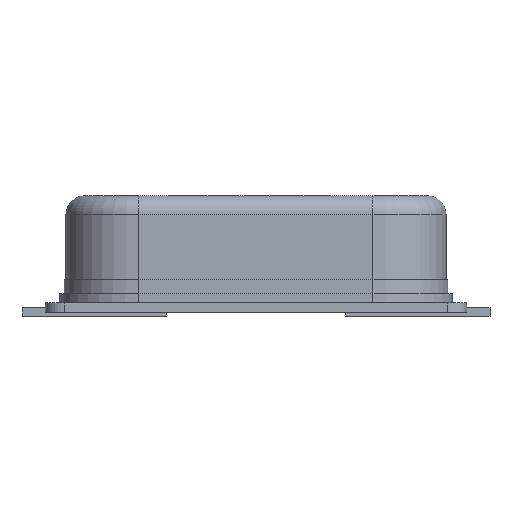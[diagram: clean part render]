
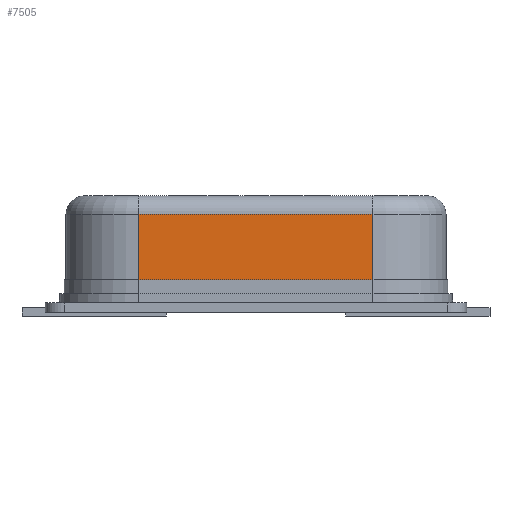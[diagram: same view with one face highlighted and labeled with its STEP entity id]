
A CAD part, top view. The second image highlights one B-rep face of the part: STEP entity #7505.
In plain terms, the highlighted planar face has unit normal (0, 0, 1).
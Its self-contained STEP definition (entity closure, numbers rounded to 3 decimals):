
#2345 = CYLINDRICAL_SURFACE('',#2346,0.508);
#2346 = AXIS2_PLACEMENT_3D('',#2347,#2348,#2349);
#2347 = CARTESIAN_POINT('',(-5.715,2.656,1.473));
#2348 = DIRECTION('',(1.,0.,0.));
#2349 = DIRECTION('',(0.,0.,-1.));
#5562 = PLANE('',#5563);
#5563 = AXIS2_PLACEMENT_3D('',#5564,#5565,#5566);
#5564 = CARTESIAN_POINT('',(-3.175,0.889,0.));
#5565 = DIRECTION('',(0.,1.,0.));
#5566 = DIRECTION('',(0.,0.,1.));
#7004 = VERTEX_POINT('',#7005);
#7005 = CARTESIAN_POINT('',(3.175,0.889,1.981));
#7020 = CYLINDRICAL_SURFACE('',#7021,1.981);
#7021 = AXIS2_PLACEMENT_3D('',#7022,#7023,#7024);
#7022 = CARTESIAN_POINT('',(3.175,0.889,0.));
#7023 = DIRECTION('',(0.,1.,0.));
#7024 = DIRECTION('',(0.,0.,1.));
#7054 = EDGE_CURVE('',#7004,#7055,#7057,.T.);
#7055 = VERTEX_POINT('',#7056);
#7056 = CARTESIAN_POINT('',(-3.175,0.889,1.981));
#7057 = SURFACE_CURVE('',#7058,(#7062,#7069),.PCURVE_S1.);
#7058 = LINE('',#7059,#7060);
#7059 = CARTESIAN_POINT('',(-5.715,0.889,1.981));
#7060 = VECTOR('',#7061,1.);
#7061 = DIRECTION('',(-1.,0.,0.));
#7062 = PCURVE('',#5562,#7063);
#7063 = DEFINITIONAL_REPRESENTATION('',(#7064),#7068);
#7064 = LINE('',#7065,#7066);
#7065 = CARTESIAN_POINT('',(1.981,-2.54));
#7066 = VECTOR('',#7067,1.);
#7067 = DIRECTION('',(0.,-1.));
#7068 = ( GEOMETRIC_REPRESENTATION_CONTEXT(2) 
PARAMETRIC_REPRESENTATION_CONTEXT() REPRESENTATION_CONTEXT('2D SPACE',''
  ) );
#7069 = PCURVE('',#7070,#7075);
#7070 = PLANE('',#7071);
#7071 = AXIS2_PLACEMENT_3D('',#7072,#7073,#7074);
#7072 = CARTESIAN_POINT('',(-5.715,0.889,1.981));
#7073 = DIRECTION('',(0.,0.,-1.));
#7074 = DIRECTION('',(-1.,0.,0.));
#7075 = DEFINITIONAL_REPRESENTATION('',(#7076),#7080);
#7076 = LINE('',#7077,#7078);
#7077 = CARTESIAN_POINT('',(0.,0.));
#7078 = VECTOR('',#7079,1.);
#7079 = DIRECTION('',(1.,0.));
#7080 = ( GEOMETRIC_REPRESENTATION_CONTEXT(2) 
PARAMETRIC_REPRESENTATION_CONTEXT() REPRESENTATION_CONTEXT('2D SPACE',''
  ) );
#7097 = CYLINDRICAL_SURFACE('',#7098,1.981);
#7098 = AXIS2_PLACEMENT_3D('',#7099,#7100,#7101);
#7099 = CARTESIAN_POINT('',(-3.175,0.889,0.));
#7100 = DIRECTION('',(0.,1.,0.));
#7101 = DIRECTION('',(0.,0.,1.));
#7140 = EDGE_CURVE('',#7055,#7141,#7143,.T.);
#7141 = VERTEX_POINT('',#7142);
#7142 = CARTESIAN_POINT('',(-3.175,2.656,1.981));
#7143 = SURFACE_CURVE('',#7144,(#7148,#7177),.PCURVE_S1.);
#7144 = LINE('',#7145,#7146);
#7145 = CARTESIAN_POINT('',(-3.175,0.889,1.981));
#7146 = VECTOR('',#7147,1.);
#7147 = DIRECTION('',(0.,1.,0.));
#7148 = PCURVE('',#7097,#7149);
#7149 = DEFINITIONAL_REPRESENTATION('',(#7150),#7176);
#7150 = B_SPLINE_CURVE_WITH_KNOTS('',3,(#7151,#7152,#7153,#7154,#7155,
    #7156,#7157,#7158,#7159,#7160,#7161,#7162,#7163,#7164,#7165,#7166,
    #7167,#7168,#7169,#7170,#7171,#7172,#7173,#7174,#7175),
  .UNSPECIFIED.,.F.,.F.,(4,1,1,1,1,1,1,1,1,1,1,1,1,1,1,1,1,1,1,1,1,1,4),
  (0.,0.08,0.161,0.241,
    0.321,0.402,0.482,0.562,
    0.643,0.723,0.803,0.884,0.964,
    1.044,1.124,1.205,1.285,
    1.365,1.446,1.526,1.606,
    1.687,1.767),.QUASI_UNIFORM_KNOTS.);
#7151 = CARTESIAN_POINT('',(6.283,0.));
#7152 = CARTESIAN_POINT('',(6.283,0.027));
#7153 = CARTESIAN_POINT('',(6.283,0.08));
#7154 = CARTESIAN_POINT('',(6.283,0.161));
#7155 = CARTESIAN_POINT('',(6.283,0.241));
#7156 = CARTESIAN_POINT('',(6.283,0.321));
#7157 = CARTESIAN_POINT('',(6.283,0.402));
#7158 = CARTESIAN_POINT('',(6.283,0.482));
#7159 = CARTESIAN_POINT('',(6.283,0.562));
#7160 = CARTESIAN_POINT('',(6.283,0.643));
#7161 = CARTESIAN_POINT('',(6.283,0.723));
#7162 = CARTESIAN_POINT('',(6.283,0.803));
#7163 = CARTESIAN_POINT('',(6.283,0.884));
#7164 = CARTESIAN_POINT('',(6.283,0.964));
#7165 = CARTESIAN_POINT('',(6.283,1.044));
#7166 = CARTESIAN_POINT('',(6.283,1.124));
#7167 = CARTESIAN_POINT('',(6.283,1.205));
#7168 = CARTESIAN_POINT('',(6.283,1.285));
#7169 = CARTESIAN_POINT('',(6.283,1.365));
#7170 = CARTESIAN_POINT('',(6.283,1.446));
#7171 = CARTESIAN_POINT('',(6.283,1.526));
#7172 = CARTESIAN_POINT('',(6.283,1.606));
#7173 = CARTESIAN_POINT('',(6.283,1.687));
#7174 = CARTESIAN_POINT('',(6.283,1.74));
#7175 = CARTESIAN_POINT('',(6.283,1.767));
#7176 = ( GEOMETRIC_REPRESENTATION_CONTEXT(2) 
PARAMETRIC_REPRESENTATION_CONTEXT() REPRESENTATION_CONTEXT('2D SPACE',''
  ) );
#7177 = PCURVE('',#7070,#7178);
#7178 = DEFINITIONAL_REPRESENTATION('',(#7179),#7183);
#7179 = LINE('',#7180,#7181);
#7180 = CARTESIAN_POINT('',(-2.54,0.));
#7181 = VECTOR('',#7182,1.);
#7182 = DIRECTION('',(0.,1.));
#7183 = ( GEOMETRIC_REPRESENTATION_CONTEXT(2) 
PARAMETRIC_REPRESENTATION_CONTEXT() REPRESENTATION_CONTEXT('2D SPACE',''
  ) );
#7395 = VERTEX_POINT('',#7396);
#7396 = CARTESIAN_POINT('',(3.175,2.656,1.981));
#7462 = EDGE_CURVE('',#7004,#7395,#7463,.T.);
#7463 = SURFACE_CURVE('',#7464,(#7468,#7497),.PCURVE_S1.);
#7464 = LINE('',#7465,#7466);
#7465 = CARTESIAN_POINT('',(3.175,0.889,1.981));
#7466 = VECTOR('',#7467,1.);
#7467 = DIRECTION('',(0.,1.,0.));
#7468 = PCURVE('',#7020,#7469);
#7469 = DEFINITIONAL_REPRESENTATION('',(#7470),#7496);
#7470 = B_SPLINE_CURVE_WITH_KNOTS('',3,(#7471,#7472,#7473,#7474,#7475,
    #7476,#7477,#7478,#7479,#7480,#7481,#7482,#7483,#7484,#7485,#7486,
    #7487,#7488,#7489,#7490,#7491,#7492,#7493,#7494,#7495),
  .UNSPECIFIED.,.F.,.F.,(4,1,1,1,1,1,1,1,1,1,1,1,1,1,1,1,1,1,1,1,1,1,4),
  (0.,0.08,0.161,0.241,
    0.321,0.402,0.482,0.562,
    0.643,0.723,0.803,0.884,0.964,
    1.044,1.124,1.205,1.285,
    1.365,1.446,1.526,1.606,
    1.687,1.767),.QUASI_UNIFORM_KNOTS.);
#7471 = CARTESIAN_POINT('',(0.,0.));
#7472 = CARTESIAN_POINT('',(0.,0.027));
#7473 = CARTESIAN_POINT('',(0.,0.08));
#7474 = CARTESIAN_POINT('',(0.,0.161));
#7475 = CARTESIAN_POINT('',(0.,0.241));
#7476 = CARTESIAN_POINT('',(0.,0.321));
#7477 = CARTESIAN_POINT('',(0.,0.402));
#7478 = CARTESIAN_POINT('',(0.,0.482));
#7479 = CARTESIAN_POINT('',(0.,0.562));
#7480 = CARTESIAN_POINT('',(0.,0.643));
#7481 = CARTESIAN_POINT('',(0.,0.723));
#7482 = CARTESIAN_POINT('',(0.,0.803));
#7483 = CARTESIAN_POINT('',(0.,0.884));
#7484 = CARTESIAN_POINT('',(0.,0.964));
#7485 = CARTESIAN_POINT('',(0.,1.044));
#7486 = CARTESIAN_POINT('',(0.,1.124));
#7487 = CARTESIAN_POINT('',(0.,1.205));
#7488 = CARTESIAN_POINT('',(0.,1.285));
#7489 = CARTESIAN_POINT('',(0.,1.365));
#7490 = CARTESIAN_POINT('',(0.,1.446));
#7491 = CARTESIAN_POINT('',(0.,1.526));
#7492 = CARTESIAN_POINT('',(0.,1.606));
#7493 = CARTESIAN_POINT('',(0.,1.687));
#7494 = CARTESIAN_POINT('',(0.,1.74));
#7495 = CARTESIAN_POINT('',(0.,1.767));
#7496 = ( GEOMETRIC_REPRESENTATION_CONTEXT(2) 
PARAMETRIC_REPRESENTATION_CONTEXT() REPRESENTATION_CONTEXT('2D SPACE',''
  ) );
#7497 = PCURVE('',#7070,#7498);
#7498 = DEFINITIONAL_REPRESENTATION('',(#7499),#7503);
#7499 = LINE('',#7500,#7501);
#7500 = CARTESIAN_POINT('',(-8.89,0.));
#7501 = VECTOR('',#7502,1.);
#7502 = DIRECTION('',(0.,1.));
#7503 = ( GEOMETRIC_REPRESENTATION_CONTEXT(2) 
PARAMETRIC_REPRESENTATION_CONTEXT() REPRESENTATION_CONTEXT('2D SPACE',''
  ) );
#7505 = ADVANCED_FACE('',(#7506),#7070,.F.);
#7506 = FACE_BOUND('',#7507,.T.);
#7507 = EDGE_LOOP('',(#7508,#7509,#7552,#7553));
#7508 = ORIENTED_EDGE('',*,*,#7462,.T.);
#7509 = ORIENTED_EDGE('',*,*,#7510,.T.);
#7510 = EDGE_CURVE('',#7395,#7141,#7511,.T.);
#7511 = SURFACE_CURVE('',#7512,(#7516,#7523),.PCURVE_S1.);
#7512 = LINE('',#7513,#7514);
#7513 = CARTESIAN_POINT('',(-3.175,2.656,1.981));
#7514 = VECTOR('',#7515,1.);
#7515 = DIRECTION('',(-1.,0.,0.));
#7516 = PCURVE('',#7070,#7517);
#7517 = DEFINITIONAL_REPRESENTATION('',(#7518),#7522);
#7518 = LINE('',#7519,#7520);
#7519 = CARTESIAN_POINT('',(-2.54,1.767));
#7520 = VECTOR('',#7521,1.);
#7521 = DIRECTION('',(1.,0.));
#7522 = ( GEOMETRIC_REPRESENTATION_CONTEXT(2) 
PARAMETRIC_REPRESENTATION_CONTEXT() REPRESENTATION_CONTEXT('2D SPACE',''
  ) );
#7523 = PCURVE('',#2345,#7524);
#7524 = DEFINITIONAL_REPRESENTATION('',(#7525),#7551);
#7525 = B_SPLINE_CURVE_WITH_KNOTS('',3,(#7526,#7527,#7528,#7529,#7530,
    #7531,#7532,#7533,#7534,#7535,#7536,#7537,#7538,#7539,#7540,#7541,
    #7542,#7543,#7544,#7545,#7546,#7547,#7548,#7549,#7550),
  .UNSPECIFIED.,.F.,.F.,(4,1,1,1,1,1,1,1,1,1,1,1,1,1,1,1,1,1,1,1,1,1,4),
  (-6.35,-6.061,-5.773,-5.484,-5.195
    ,-4.907,-4.618,-4.33,-4.041,
    -3.752,-3.464,-3.175,-2.886,
    -2.598,-2.309,-2.02,-1.732,
    -1.443,-1.155,-0.866,-0.577,
    -0.289,0.),.UNSPECIFIED.);
#7526 = CARTESIAN_POINT('',(3.142,8.89));
#7527 = CARTESIAN_POINT('',(3.142,8.794));
#7528 = CARTESIAN_POINT('',(3.142,8.601));
#7529 = CARTESIAN_POINT('',(3.142,8.313));
#7530 = CARTESIAN_POINT('',(3.142,8.024));
#7531 = CARTESIAN_POINT('',(3.142,7.735));
#7532 = CARTESIAN_POINT('',(3.142,7.447));
#7533 = CARTESIAN_POINT('',(3.142,7.158));
#7534 = CARTESIAN_POINT('',(3.142,6.87));
#7535 = CARTESIAN_POINT('',(3.142,6.581));
#7536 = CARTESIAN_POINT('',(3.142,6.292));
#7537 = CARTESIAN_POINT('',(3.142,6.004));
#7538 = CARTESIAN_POINT('',(3.142,5.715));
#7539 = CARTESIAN_POINT('',(3.142,5.426));
#7540 = CARTESIAN_POINT('',(3.142,5.138));
#7541 = CARTESIAN_POINT('',(3.142,4.849));
#7542 = CARTESIAN_POINT('',(3.142,4.56));
#7543 = CARTESIAN_POINT('',(3.142,4.272));
#7544 = CARTESIAN_POINT('',(3.142,3.983));
#7545 = CARTESIAN_POINT('',(3.142,3.695));
#7546 = CARTESIAN_POINT('',(3.142,3.406));
#7547 = CARTESIAN_POINT('',(3.142,3.117));
#7548 = CARTESIAN_POINT('',(3.142,2.829));
#7549 = CARTESIAN_POINT('',(3.142,2.636));
#7550 = CARTESIAN_POINT('',(3.142,2.54));
#7551 = ( GEOMETRIC_REPRESENTATION_CONTEXT(2) 
PARAMETRIC_REPRESENTATION_CONTEXT() REPRESENTATION_CONTEXT('2D SPACE',''
  ) );
#7552 = ORIENTED_EDGE('',*,*,#7140,.F.);
#7553 = ORIENTED_EDGE('',*,*,#7054,.F.);
